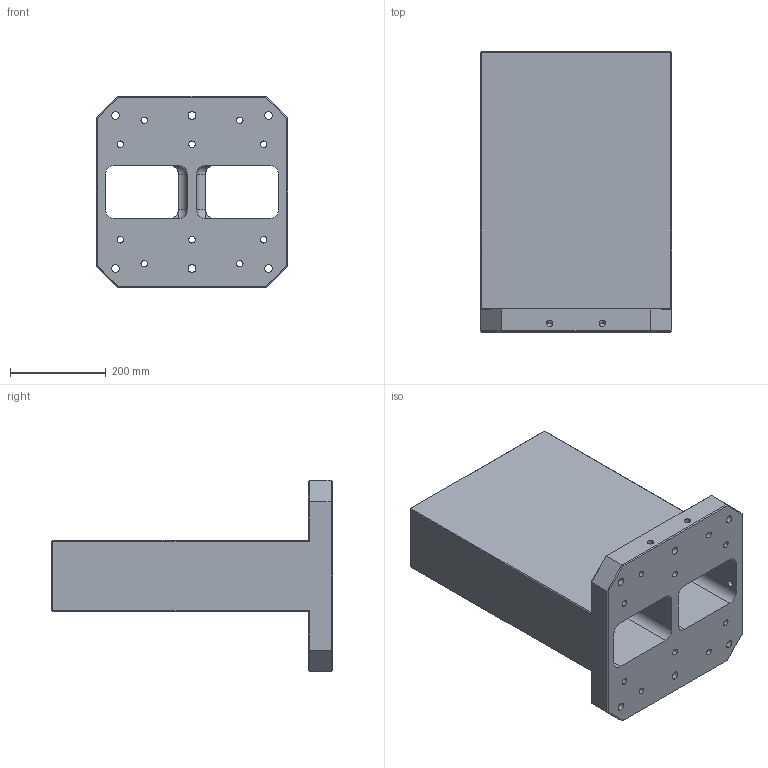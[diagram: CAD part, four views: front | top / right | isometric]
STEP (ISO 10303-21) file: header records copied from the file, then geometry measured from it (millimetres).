
FILE_DESCRIPTION (( 'STEP AP214' ), '1' );
FILE_NAME ('05-0301.STEP', '2024-02-08T22:27:13', ( '' ), ( '' ), 'SwSTEP 2.0', 'SolidWorks 2022', '' );
FILE_SCHEMA (( 'AUTOMOTIVE_DESIGN' ));
Length unit declared in the file: millimetre
Products named in the file (1): 05-0301
Bounding box: 400 x 586.5 x 400 mm (x, y, z)
Volume: 17774481.9 mm3; surface area: 1563125.8 mm2
Topology: 1 solids, 1 shells, 146 faces, 370 edges, 213 vertices
Faces by surface type: cylinder 70, plane 54, cone 18, sphere 4
Entity records: 5024 total; most frequent: DIRECTION 770, CARTESIAN_POINT 720, ORIENTED_EDGE 696, EDGE_CURVE 348, AXIS2_PLACEMENT_3D 279, VERTEX_POINT 213, LINE 212, VECTOR 212
